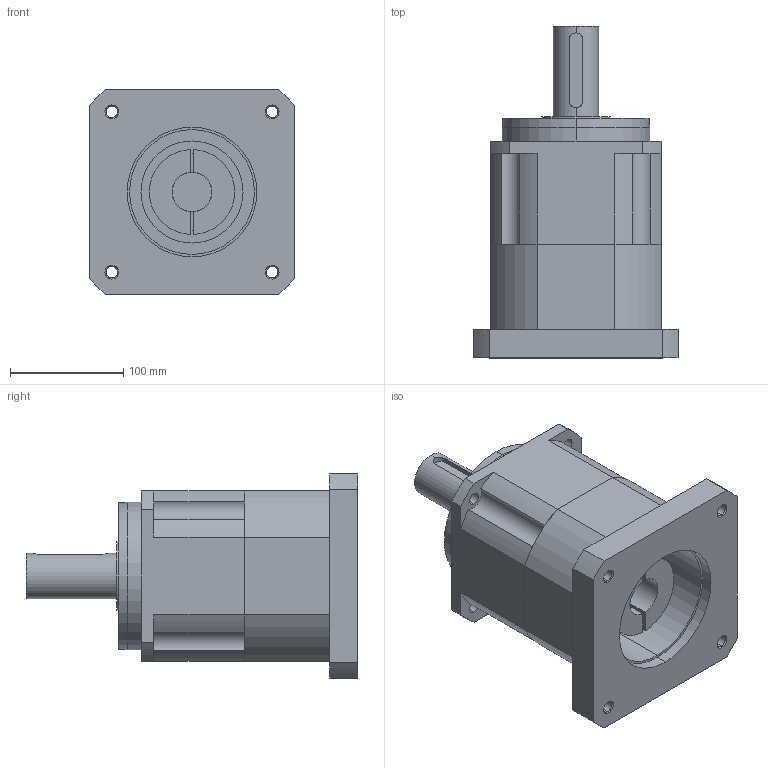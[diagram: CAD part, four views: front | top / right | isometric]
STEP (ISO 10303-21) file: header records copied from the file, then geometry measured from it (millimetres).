
FILE_DESCRIPTION (( 'STEP AP203' ), '1' );
FILE_NAME ('plx142樓啣珨撰.STEP', '2017-11-13T05:14:26', ( 'PC' ), ( '' ), 'SwSTEP 2.0', 'SolidWorks 2017', '' );
FILE_SCHEMA (( 'CONFIG_CONTROL_DESIGN' ));
Length unit declared in the file: millimetre
Products named in the file (3): x142dzjb; plx142qd1; plx142樓啣珨撰
Assembly tree (2 placements, depth 2):
  plx142樓啣珨撰
    x142dzjb
    plx142qd1
Bounding box: 180 x 292.5 x 180 mm (x, y, z)
Volume: 3927184.7 mm3; surface area: 288834 mm2
Topology: 3 solids, 3 shells, 126 faces, 319 edges, 207 vertices
Faces by surface type: cylinder 70, plane 42, cone 14
Entity records: 4246 total; most frequent: CARTESIAN_POINT 739, DIRECTION 729, ORIENTED_EDGE 634, EDGE_CURVE 317, AXIS2_PLACEMENT_3D 285, VERTEX_POINT 207, VECTOR 159, LINE 159
